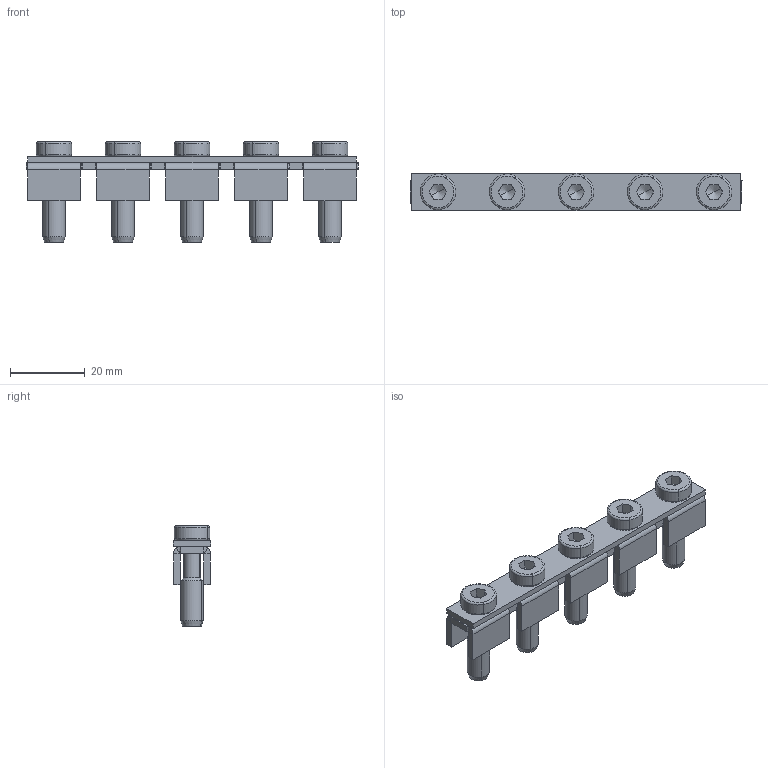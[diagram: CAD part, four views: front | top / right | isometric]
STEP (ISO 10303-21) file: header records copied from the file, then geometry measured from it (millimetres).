
FILE_DESCRIPTION(('CATIA V5 STEP Exchange','CAx-IF Rec.Pracs.--- Model Styling and Organization---1.5--- 2016-08-15','CAx-IF Rec.Pracs.---Supplemental Geometry---1.0---2011-11-01','CAx-IF Rec.Pracs.--- Composite Materials ---1.1---2010-07-15'),'2;1');
FILE_NAME ('369611-4_1', '2025-09-22T05:31:20+00:00', ('none'), ('Weidmueller'), 'CATIA Version 5-6 Release 2024 SP4', 'CATIA V5 STEP AP214 v3', 'none');
FILE_SCHEMA(('AUTOMOTIVE_DESIGN { 1 0 10303 214 1 1 1 1 }'));
Length unit declared in the file: millimetre
Products named in the file (1): 2004960000
Bounding box: 89 x 10 x 27 mm (x, y, z)
Volume: 8113.2 mm3; surface area: 9738.2 mm2
Topology: 7 solids, 7 shells, 326 faces, 836 edges, 514 vertices
Faces by surface type: plane 151, cylinder 80, cone 45, torus 30, bspline 20
Entity records: 10617 total; most frequent: CARTESIAN_POINT 3855, ORIENTED_EDGE 1652, DIRECTION 929, EDGE_CURVE 826, VERTEX_POINT 514, AXIS2_PLACEMENT_3D 384, VECTOR 384, LINE 384
